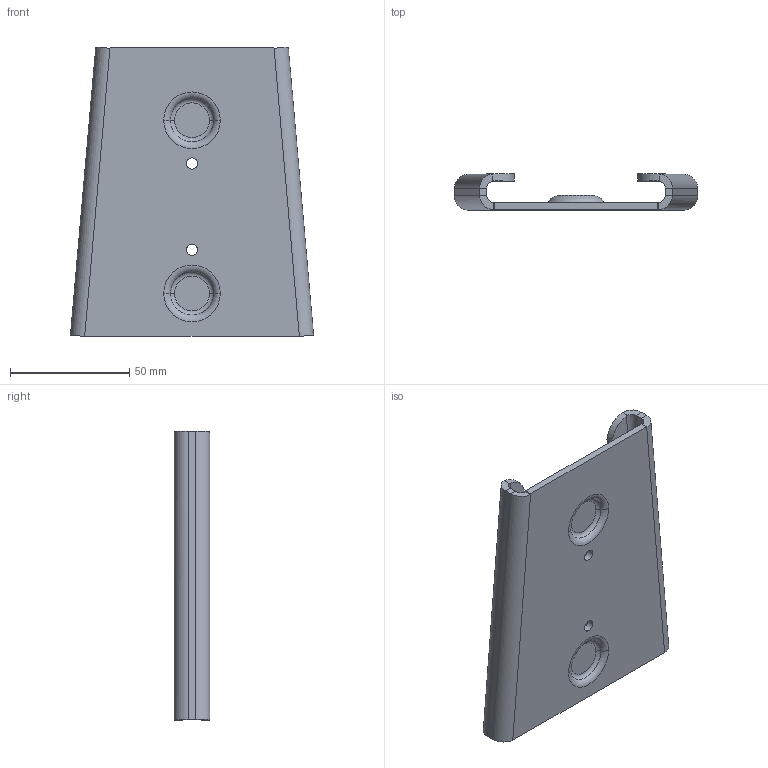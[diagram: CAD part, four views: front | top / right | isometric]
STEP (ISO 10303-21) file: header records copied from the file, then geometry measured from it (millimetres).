
FILE_DESCRIPTION((''),'2;1');
FILE_NAME('227-001331_MECHANICAL_WEDGE_WE','2017-01-17T',('BGH44976'),(''),'CREO PARAMETRIC BY PTC INC, 2015080','CREO PARAMETRIC BY PTC INC, 2015080','');
FILE_SCHEMA(('AUTOMOTIVE_DESIGN { 1 0 10303 214 1 1 1 1 }'));
Length unit declared in the file: millimetre
Products named in the file (1): 227-001331_MECHANICAL_WEDGE_WE
Bounding box: 102.09 x 15.03 x 121.72 mm (x, y, z)
Volume: 48445.6 mm3; surface area: 33896.6 mm2
Topology: 1 solids, 1 shells, 66 faces, 144 edges, 84 vertices
Faces by surface type: plane 34, cylinder 16, torus 16
Entity records: 2098 total; most frequent: DIRECTION 344, CARTESIAN_POINT 307, ORIENTED_EDGE 288, EDGE_CURVE 144, AXIS2_PLACEMENT_3D 138, VERTEX_POINT 84, EDGE_LOOP 74, CIRCLE 72
